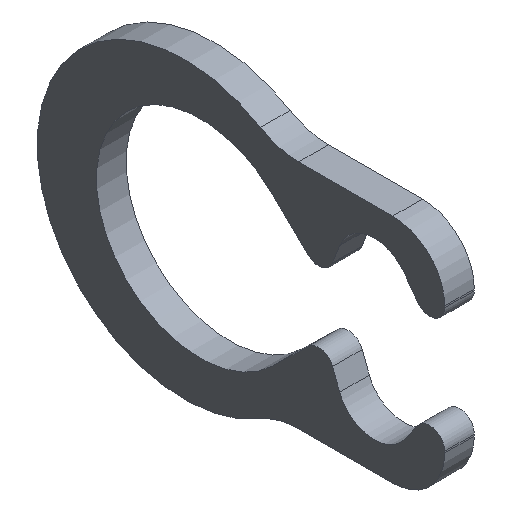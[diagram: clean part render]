
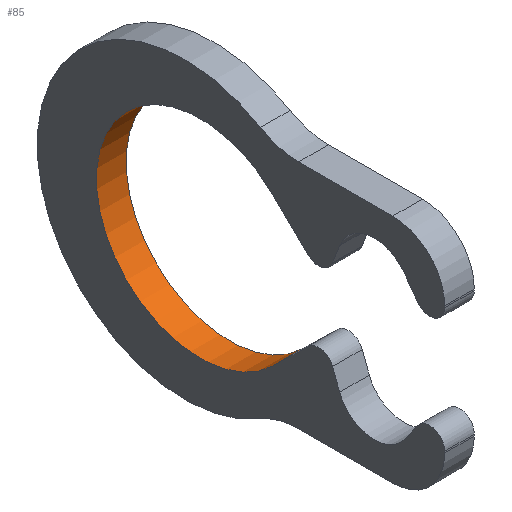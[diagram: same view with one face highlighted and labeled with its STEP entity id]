
A CAD part, isometric view. The second image highlights one B-rep face of the part: STEP entity #85.
In plain terms, the highlighted cylindrical face has radius 1.4 mm (diameter 2.8 mm), a partial arc.
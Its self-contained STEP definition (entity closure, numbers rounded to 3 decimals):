
#85 = ADVANCED_FACE( '', ( #120 ), #121, .F. );
#120 = FACE_OUTER_BOUND( '', #168, .T. );
#121 = CYLINDRICAL_SURFACE( '', #169, 1.4 );
#168 = EDGE_LOOP( '', ( #266, #267, #268, #269 ) );
#169 = AXIS2_PLACEMENT_3D( '', #270, #271, #272 );
#266 = ORIENTED_EDGE( '', *, *, #431, .F. );
#267 = ORIENTED_EDGE( '', *, *, #430, .F. );
#268 = ORIENTED_EDGE( '', *, *, #432, .T. );
#269 = ORIENTED_EDGE( '', *, *, #433, .T. );
#270 = CARTESIAN_POINT( '', ( 0.2, 0., 0. ) );
#271 = DIRECTION( '', ( 1., 0., 0. ) );
#272 = DIRECTION( '', ( 0., 0., 1. ) );
#430 = EDGE_CURVE( '', #516, #514, #518, .T. );
#431 = EDGE_CURVE( '', #514, #519, #520, .T. );
#432 = EDGE_CURVE( '', #516, #521, #522, .T. );
#433 = EDGE_CURVE( '', #521, #519, #523, .T. );
#514 = VERTEX_POINT( '', #642 );
#516 = VERTEX_POINT( '', #645 );
#518 = LINE( '', #648, #649 );
#519 = VERTEX_POINT( '', #650 );
#520 = CIRCLE( '', #651, 1.4 );
#521 = VERTEX_POINT( '', #652 );
#522 = CIRCLE( '', #653, 1.4 );
#523 = LINE( '', #654, #655 );
#642 = CARTESIAN_POINT( '', ( -0.2, -0.975, -1.004 ) );
#645 = CARTESIAN_POINT( '', ( 0.2, -0.975, -1.004 ) );
#648 = CARTESIAN_POINT( '', ( 0.2, -0.975, -1.004 ) );
#649 = VECTOR( '', #778, 1000. );
#650 = CARTESIAN_POINT( '', ( -0.2, -0.975, 1.004 ) );
#651 = AXIS2_PLACEMENT_3D( '', #779, #780, #781 );
#652 = CARTESIAN_POINT( '', ( 0.2, -0.975, 1.004 ) );
#653 = AXIS2_PLACEMENT_3D( '', #782, #783, #784 );
#654 = CARTESIAN_POINT( '', ( 0.2, -0.975, 1.004 ) );
#655 = VECTOR( '', #785, 1000. );
#778 = DIRECTION( '', ( -1., 0., 0. ) );
#779 = CARTESIAN_POINT( '', ( -0.2, 0., 0. ) );
#780 = DIRECTION( '', ( 1., 0., 0. ) );
#781 = DIRECTION( '', ( 0., 0., -1. ) );
#782 = CARTESIAN_POINT( '', ( 0.2, 0., 0. ) );
#783 = DIRECTION( '', ( 1., 0., 0. ) );
#784 = DIRECTION( '', ( 0., 0., -1. ) );
#785 = DIRECTION( '', ( -1., 0., 0. ) );
